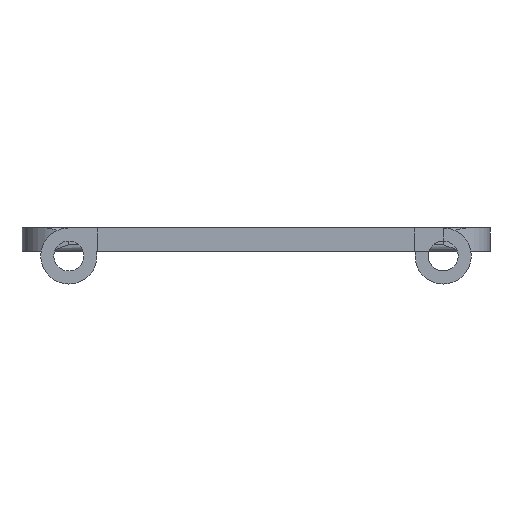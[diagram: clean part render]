
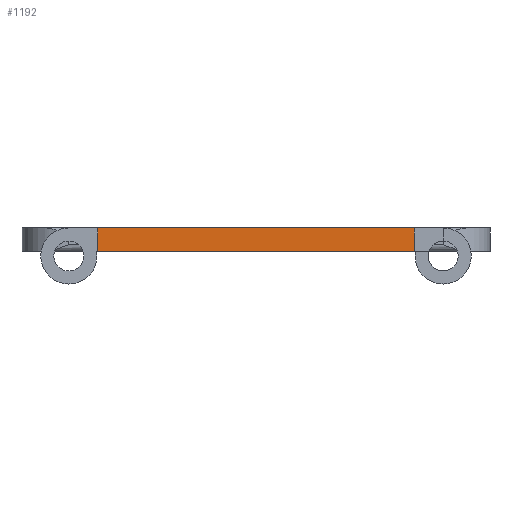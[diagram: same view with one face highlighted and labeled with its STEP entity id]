
A CAD part, front view. The second image highlights one B-rep face of the part: STEP entity #1192.
In plain terms, the highlighted planar face has unit normal (0, -1, 0).
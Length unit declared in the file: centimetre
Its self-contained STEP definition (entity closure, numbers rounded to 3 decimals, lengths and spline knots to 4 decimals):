
#128=PLANE($,#1338);
#186=FACE_OUTER_BOUND($,#315,.T.);
#315=EDGE_LOOP($,(#1002,#1003,#1004,#1005));
#371=LINE($,#1737,#425);
#400=LINE($,#2006,#454);
#402=LINE($,#2010,#456);
#403=LINE($,#2011,#457);
#425=VECTOR($,#1380,3.3797);
#454=VECTOR($,#1661,0.25);
#456=VECTOR($,#1665,0.25);
#457=VECTOR($,#1666,3.3797);
#566=VERTEX_POINT($,#1734);
#567=VERTEX_POINT($,#1736);
#663=VERTEX_POINT($,#2005);
#664=VERTEX_POINT($,#2009);
#685=EDGE_CURVE($,#566,#567,#371,.T.);
#795=EDGE_CURVE($,#567,#663,#400,.F.);
#797=EDGE_CURVE($,#566,#664,#402,.T.);
#798=EDGE_CURVE($,#663,#664,#403,.F.);
#1002=ORIENTED_EDGE($,*,*,#685,.F.);
#1003=ORIENTED_EDGE($,*,*,#797,.T.);
#1004=ORIENTED_EDGE($,*,*,#798,.F.);
#1005=ORIENTED_EDGE($,*,*,#795,.F.);
#1192=ADVANCED_FACE($,(#186),#128,.T.);
#1338=AXIS2_PLACEMENT_3D($,#2008,#1663,#1664);
#1380=DIRECTION($,(-1.,0.,0.));
#1661=DIRECTION($,(0.,0.,-1.));
#1663=DIRECTION('center_axis',(0.,-1.,0.));
#1664=DIRECTION('ref_axis',(1.,0.,0.));
#1665=DIRECTION($,(0.,0.,1.));
#1666=DIRECTION($,(-1.,0.,0.));
#1734=CARTESIAN_POINT('',(-8.6942,11.9791,0.));
#1736=CARTESIAN_POINT('',(-12.0739,11.9791,0.));
#1737=CARTESIAN_POINT($,(-11.2289,11.9791,0.));
#2005=CARTESIAN_POINT('',(-12.0739,11.9791,0.25));
#2006=CARTESIAN_POINT($,(-12.0739,11.9791,0.));
#2008=CARTESIAN_POINT('Origin',(-12.0739,11.9791,0.));
#2009=CARTESIAN_POINT('',(-8.6942,11.9791,0.25));
#2010=CARTESIAN_POINT($,(-8.6942,11.9791,0.));
#2011=CARTESIAN_POINT($,(-11.2289,11.9791,0.25));
